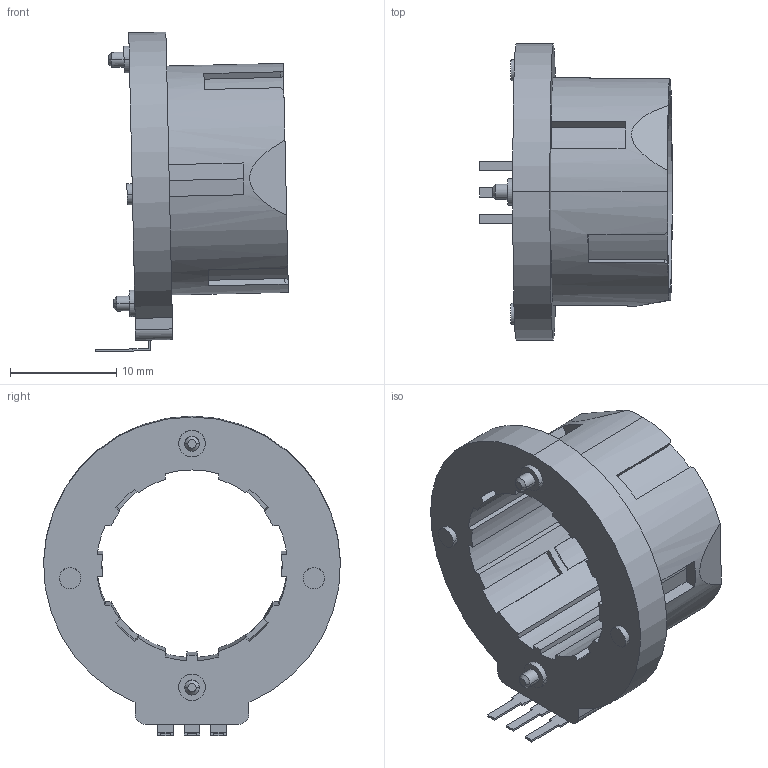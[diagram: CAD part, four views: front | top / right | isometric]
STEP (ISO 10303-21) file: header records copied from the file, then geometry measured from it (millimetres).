
FILE_DESCRIPTION (( 'STEP AP203' ), '1' );
FILE_NAME ('ASSEM CCU SAYNA-ASSEM CCU SAYNA.STEP', '2024-10-17T07:46:56', ( '' ), ( '' ), 'SwSTEP 2.0', 'SolidWorks 2018', '' );
FILE_SCHEMA (( 'CONFIG_CONTROL_DESIGN' ));
Length unit declared in the file: millimetre
Products named in the file (1): ASSEM CCU SAYNA-ASSEM CCU SAYNA
Bounding box: 18.18 x 27.99 x 30.16 mm (x, y, z)
Volume: 2502.5 mm3; surface area: 4091.9 mm2
Topology: 1 solids, 1 shells, 166 faces, 464 edges, 308 vertices
Faces by surface type: plane 111, cylinder 47, cone 8
Entity records: 5484 total; most frequent: CARTESIAN_POINT 1024, ORIENTED_EDGE 928, DIRECTION 914, EDGE_CURVE 464, VERTEX_POINT 308, AXIS2_PLACEMENT_3D 306, LINE 302, VECTOR 302
